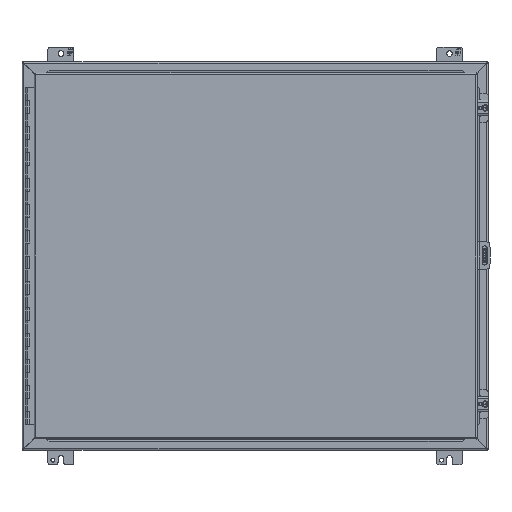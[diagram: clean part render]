
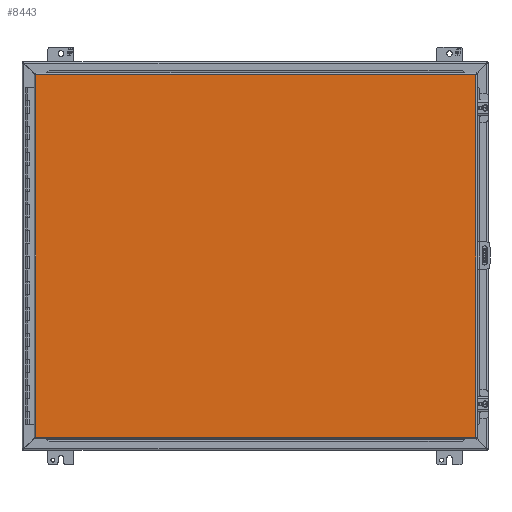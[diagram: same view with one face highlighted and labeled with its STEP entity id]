
A CAD part, front view. The second image highlights one B-rep face of the part: STEP entity #8443.
In plain terms, the highlighted planar face has unit normal (0, -1, 0).
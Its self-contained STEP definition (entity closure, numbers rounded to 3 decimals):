
#226 = DIRECTION ( 'NONE',  ( 0., 0., 1. ) ) ;
#543 = DIRECTION ( 'NONE',  ( -1., 0., 0. ) ) ;
#943 = DIRECTION ( 'NONE',  ( 1., 0., 0. ) ) ;
#1698 = CARTESIAN_POINT ( 'NONE',  ( -16.955, -9.185, -13.995 ) ) ;
#4368 = VERTEX_POINT ( 'NONE', #12867 ) ;
#5762 = PLANE ( 'NONE',  #18840 ) ;
#7590 = VECTOR ( 'NONE', #34642, 39.37 ) ;
#8443 = ADVANCED_FACE ( 'NONE', ( #16977 ), #5762, .T. ) ;
#8710 = VECTOR ( 'NONE', #943, 39.37 ) ;
#9936 = EDGE_CURVE ( 'NONE', #42300, #21552, #10837, .T. ) ;
#10837 = LINE ( 'NONE', #41357, #37656 ) ;
#12867 = CARTESIAN_POINT ( 'NONE',  ( 17.017, -9.185, 13.995 ) ) ;
#16236 = EDGE_CURVE ( 'NONE', #36717, #4368, #34394, .T. ) ;
#16977 = FACE_OUTER_BOUND ( 'NONE', #25931, .T. ) ;
#18840 = AXIS2_PLACEMENT_3D ( 'NONE', #29986, #26399, #19471 ) ;
#19018 = ORIENTED_EDGE ( 'NONE', *, *, #16236, .F. ) ;
#19471 = DIRECTION ( 'NONE',  ( 0., 0., -1. ) ) ;
#20197 = ORIENTED_EDGE ( 'NONE', *, *, #39366, .F. ) ;
#20972 = CARTESIAN_POINT ( 'NONE',  ( 17.017, -9.185, 13.995 ) ) ;
#21552 = VERTEX_POINT ( 'NONE', #1698 ) ;
#23396 = CARTESIAN_POINT ( 'NONE',  ( -16.955, -9.185, 13.995 ) ) ;
#24429 = CARTESIAN_POINT ( 'NONE',  ( -16.955, -9.185, -13.995 ) ) ;
#25635 = ORIENTED_EDGE ( 'NONE', *, *, #9936, .F. ) ;
#25931 = EDGE_LOOP ( 'NONE', ( #20197, #19018, #34728, #25635 ) ) ;
#26399 = DIRECTION ( 'NONE',  ( 0., -1., 0. ) ) ;
#29986 = CARTESIAN_POINT ( 'NONE',  ( -16.955, -9.185, -13.995 ) ) ;
#30503 = LINE ( 'NONE', #24429, #41319 ) ;
#31119 = CARTESIAN_POINT ( 'NONE',  ( 17.017, -9.185, -13.995 ) ) ;
#34394 = LINE ( 'NONE', #37767, #8710 ) ;
#34642 = DIRECTION ( 'NONE',  ( 0., 0., -1. ) ) ;
#34728 = ORIENTED_EDGE ( 'NONE', *, *, #39546, .F. ) ;
#36717 = VERTEX_POINT ( 'NONE', #23396 ) ;
#37656 = VECTOR ( 'NONE', #543, 39.37 ) ;
#37767 = CARTESIAN_POINT ( 'NONE',  ( -16.955, -9.185, 13.995 ) ) ;
#39366 = EDGE_CURVE ( 'NONE', #4368, #42300, #41793, .T. ) ;
#39546 = EDGE_CURVE ( 'NONE', #21552, #36717, #30503, .T. ) ;
#41319 = VECTOR ( 'NONE', #226, 39.37 ) ;
#41357 = CARTESIAN_POINT ( 'NONE',  ( 17.017, -9.185, -13.995 ) ) ;
#41793 = LINE ( 'NONE', #20972, #7590 ) ;
#42300 = VERTEX_POINT ( 'NONE', #31119 ) ;
